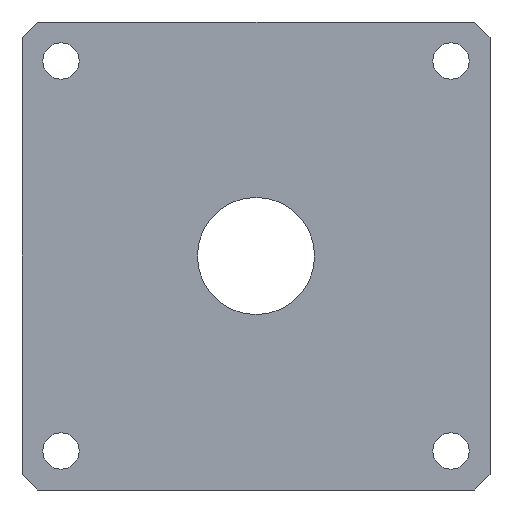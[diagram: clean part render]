
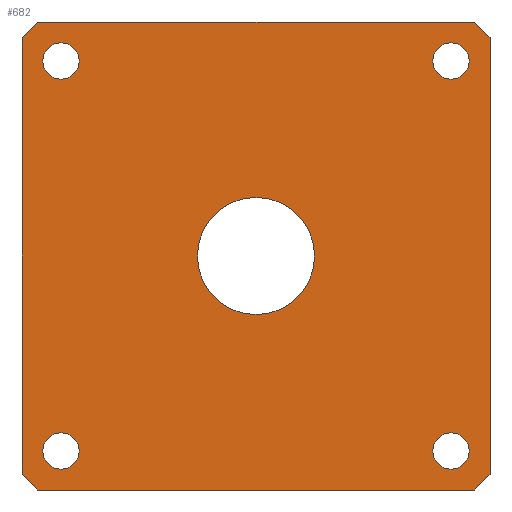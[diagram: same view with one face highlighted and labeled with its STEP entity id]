
A CAD part, front view. The second image highlights one B-rep face of the part: STEP entity #682.
In plain terms, the highlighted planar face has unit normal (0, -1, 0).
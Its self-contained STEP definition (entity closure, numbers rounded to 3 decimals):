
#19=FACE_BOUND('',#134,.T.);
#20=FACE_BOUND('',#135,.T.);
#21=FACE_BOUND('',#136,.T.);
#22=FACE_BOUND('',#137,.T.);
#23=FACE_BOUND('',#138,.T.);
#60=PLANE('',#769);
#92=FACE_OUTER_BOUND('',#133,.T.);
#133=EDGE_LOOP('',(#535,#536,#537,#538,#539,#540,#541,#542));
#134=EDGE_LOOP('',(#543));
#135=EDGE_LOOP('',(#544));
#136=EDGE_LOOP('',(#545));
#137=EDGE_LOOP('',(#546));
#138=EDGE_LOOP('',(#547));
#191=LINE('',#1178,#239);
#193=LINE('',#1182,#241);
#196=LINE('',#1188,#244);
#197=LINE('',#1190,#245);
#198=LINE('',#1192,#246);
#199=LINE('',#1194,#247);
#200=LINE('',#1196,#248);
#201=LINE('',#1197,#249);
#239=VECTOR('',#912,10.);
#241=VECTOR('',#916,10.);
#244=VECTOR('',#921,10.);
#245=VECTOR('',#922,10.);
#246=VECTOR('',#923,10.);
#247=VECTOR('',#924,10.);
#248=VECTOR('',#925,10.);
#249=VECTOR('',#926,10.);
#290=CIRCLE('',#757,2.325);
#292=CIRCLE('',#760,2.325);
#294=CIRCLE('',#763,2.325);
#296=CIRCLE('',#766,2.325);
#297=CIRCLE('',#770,7.5);
#332=VERTEX_POINT('',#1150);
#334=VERTEX_POINT('',#1156);
#336=VERTEX_POINT('',#1162);
#338=VERTEX_POINT('',#1168);
#341=VERTEX_POINT('',#1175);
#342=VERTEX_POINT('',#1177);
#343=VERTEX_POINT('',#1181);
#345=VERTEX_POINT('',#1187);
#346=VERTEX_POINT('',#1189);
#347=VERTEX_POINT('',#1191);
#348=VERTEX_POINT('',#1193);
#349=VERTEX_POINT('',#1195);
#350=VERTEX_POINT('',#1198);
#405=EDGE_CURVE('',#332,#332,#290,.T.);
#408=EDGE_CURVE('',#334,#334,#292,.T.);
#411=EDGE_CURVE('',#336,#336,#294,.T.);
#414=EDGE_CURVE('',#338,#338,#296,.T.);
#417=EDGE_CURVE('',#341,#342,#191,.T.);
#419=EDGE_CURVE('',#342,#343,#193,.T.);
#422=EDGE_CURVE('',#345,#341,#196,.T.);
#423=EDGE_CURVE('',#346,#345,#197,.T.);
#424=EDGE_CURVE('',#347,#346,#198,.T.);
#425=EDGE_CURVE('',#348,#347,#199,.T.);
#426=EDGE_CURVE('',#349,#348,#200,.T.);
#427=EDGE_CURVE('',#343,#349,#201,.T.);
#428=EDGE_CURVE('',#350,#350,#297,.T.);
#535=ORIENTED_EDGE('',*,*,#417,.F.);
#536=ORIENTED_EDGE('',*,*,#422,.F.);
#537=ORIENTED_EDGE('',*,*,#423,.F.);
#538=ORIENTED_EDGE('',*,*,#424,.F.);
#539=ORIENTED_EDGE('',*,*,#425,.F.);
#540=ORIENTED_EDGE('',*,*,#426,.F.);
#541=ORIENTED_EDGE('',*,*,#427,.F.);
#542=ORIENTED_EDGE('',*,*,#419,.F.);
#543=ORIENTED_EDGE('',*,*,#405,.T.);
#544=ORIENTED_EDGE('',*,*,#408,.T.);
#545=ORIENTED_EDGE('',*,*,#411,.T.);
#546=ORIENTED_EDGE('',*,*,#414,.T.);
#547=ORIENTED_EDGE('',*,*,#428,.T.);
#682=ADVANCED_FACE('',(#92,#19,#20,#21,#22,#23),#60,.F.);
#757=AXIS2_PLACEMENT_3D('',#1152,#885,#886);
#760=AXIS2_PLACEMENT_3D('',#1158,#892,#893);
#763=AXIS2_PLACEMENT_3D('',#1164,#899,#900);
#766=AXIS2_PLACEMENT_3D('',#1170,#906,#907);
#769=AXIS2_PLACEMENT_3D('',#1186,#919,#920);
#770=AXIS2_PLACEMENT_3D('',#1199,#927,#928);
#885=DIRECTION('center_axis',(0.,1.,0.));
#886=DIRECTION('ref_axis',(1.,0.,0.));
#892=DIRECTION('center_axis',(0.,1.,0.));
#893=DIRECTION('ref_axis',(1.,0.,0.));
#899=DIRECTION('center_axis',(0.,1.,0.));
#900=DIRECTION('ref_axis',(1.,0.,0.));
#906=DIRECTION('center_axis',(0.,1.,0.));
#907=DIRECTION('ref_axis',(1.,0.,0.));
#912=DIRECTION('',(0.707,0.,0.707));
#916=DIRECTION('',(1.,0.,0.));
#919=DIRECTION('center_axis',(0.,1.,0.));
#920=DIRECTION('ref_axis',(0.,0.,1.));
#921=DIRECTION('',(0.,0.,1.));
#922=DIRECTION('',(-0.707,0.,0.707));
#923=DIRECTION('',(-1.,0.,0.));
#924=DIRECTION('',(-0.707,0.,-0.707));
#925=DIRECTION('',(0.,0.,-1.));
#926=DIRECTION('',(0.707,0.,-0.707));
#927=DIRECTION('center_axis',(0.,1.,0.));
#928=DIRECTION('ref_axis',(1.,0.,0.));
#1150=CARTESIAN_POINT('',(22.675,0.,25.));
#1152=CARTESIAN_POINT('Origin',(25.,0.,25.));
#1156=CARTESIAN_POINT('',(-27.325,0.,-25.));
#1158=CARTESIAN_POINT('Origin',(-25.,0.,-25.));
#1162=CARTESIAN_POINT('',(22.675,0.,-25.));
#1164=CARTESIAN_POINT('Origin',(25.,0.,-25.));
#1168=CARTESIAN_POINT('',(-27.325,0.,25.));
#1170=CARTESIAN_POINT('Origin',(-25.,0.,25.));
#1175=CARTESIAN_POINT('',(-30.,0.,28.));
#1177=CARTESIAN_POINT('',(-28.,0.,30.));
#1178=CARTESIAN_POINT('',(-29.,0.,29.));
#1181=CARTESIAN_POINT('',(28.,0.,30.));
#1182=CARTESIAN_POINT('',(-30.,0.,30.));
#1186=CARTESIAN_POINT('Origin',(0.,0.,0.));
#1187=CARTESIAN_POINT('',(-30.,0.,-28.));
#1188=CARTESIAN_POINT('',(-30.,0.,-30.));
#1189=CARTESIAN_POINT('',(-28.,0.,-30.));
#1190=CARTESIAN_POINT('',(-29.,0.,-29.));
#1191=CARTESIAN_POINT('',(28.,0.,-30.));
#1192=CARTESIAN_POINT('',(30.,0.,-30.));
#1193=CARTESIAN_POINT('',(30.,0.,-28.));
#1194=CARTESIAN_POINT('',(29.,0.,-29.));
#1195=CARTESIAN_POINT('',(30.,0.,28.));
#1196=CARTESIAN_POINT('',(30.,0.,30.));
#1197=CARTESIAN_POINT('',(29.,0.,29.));
#1198=CARTESIAN_POINT('',(-7.5,0.,0.));
#1199=CARTESIAN_POINT('Origin',(0.,0.,0.));
